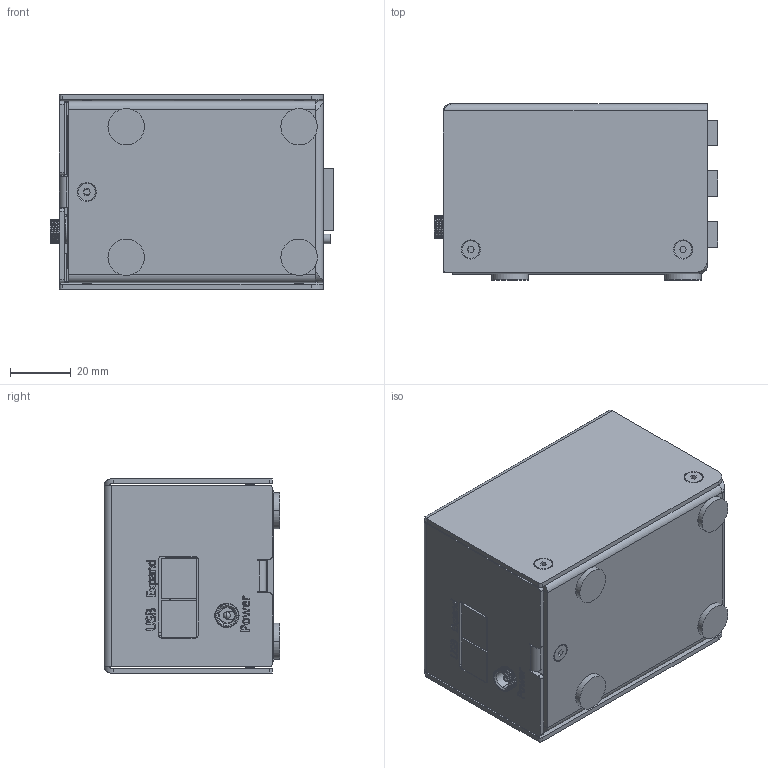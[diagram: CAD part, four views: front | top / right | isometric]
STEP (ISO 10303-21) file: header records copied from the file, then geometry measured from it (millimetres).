
FILE_DESCRIPTION (( 'STEP AP203' ), '1' );
FILE_NAME ('08SMC-3.STEP', '2016-05-30T02:58:34', ( '' ), ( '' ), 'SwSTEP 2.0', 'SolidWorks 2016', '' );
FILE_SCHEMA (( 'CONFIG_CONTROL_DESIGN' ));
Length unit declared in the file: millimetre
Products named in the file (1): 08SMC-3
Bounding box: 93.6 x 58 x 64 mm (x, y, z)
Volume: 85555.2 mm3; surface area: 97132.1 mm2
Topology: 39 solids, 71 shells, 2217 faces, 4978 edges, 2899 vertices
Faces by surface type: cylinder 766, cone 681, plane 579, bspline 189, sphere 2
Entity records: 69727 total; most frequent: CARTESIAN_POINT 21163, DIRECTION 10086, ORIENTED_EDGE 9932, EDGE_CURVE 4966, AXIS2_PLACEMENT_3D 3712, VERTEX_POINT 2897, LINE 2662, VECTOR 2662
